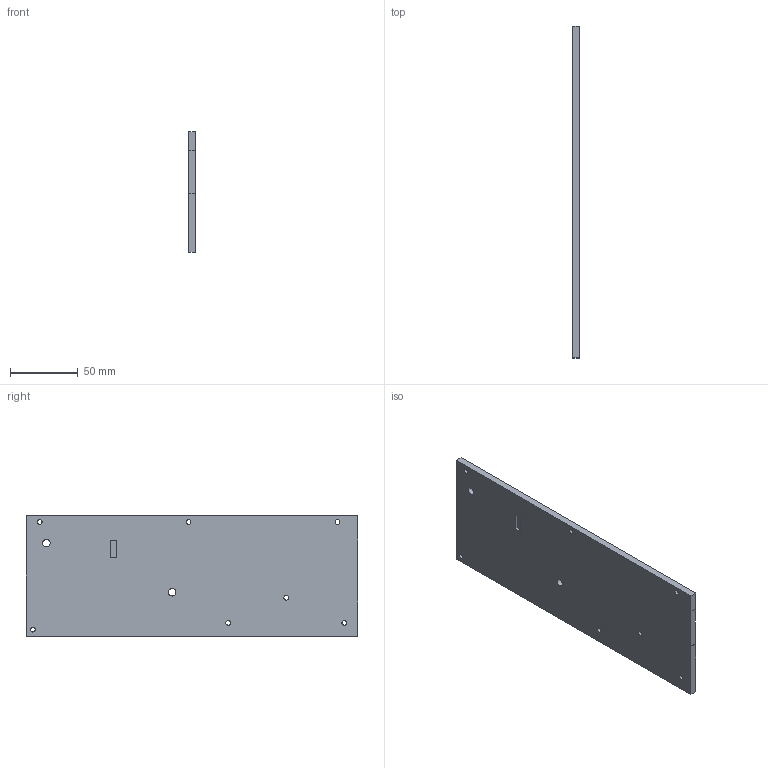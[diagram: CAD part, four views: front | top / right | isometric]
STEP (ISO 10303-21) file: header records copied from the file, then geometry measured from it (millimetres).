
FILE_DESCRIPTION(('FreeCAD Model'),'2;1');
FILE_NAME('Open CASCADE Shape Model','2024-02-24T11:55:00',(''),(''), 'Open CASCADE STEP processor 7.6','FreeCAD','Unknown');
FILE_SCHEMA(('AUTOMOTIVE_DESIGN { 1 0 10303 214 1 1 1 1 }'));
Length unit declared in the file: millimetre
Products named in the file (2): Cover; Body008
Assembly tree (1 placements, depth 2):
  Cover
    Body008
Bounding box: 5 x 244.32 x 89 mm (x, y, z)
Volume: 107980.7 mm3; surface area: 47207.9 mm2
Topology: 1 solids, 1 shells, 24 faces, 63 edges, 42 vertices
Faces by surface type: plane 15, cylinder 9
Full cylindrical faces by diameter (mm): 3.5 x7, 5.5 x2
Entity records: 1640 total; most frequent: DIRECTION 259, CARTESIAN_POINT 257, LINE 153, VECTOR 153, ORIENTED_EDGE 126, PCURVE 126, DEFINITIONAL_REPRESENTATION 126, EDGE_CURVE 63
